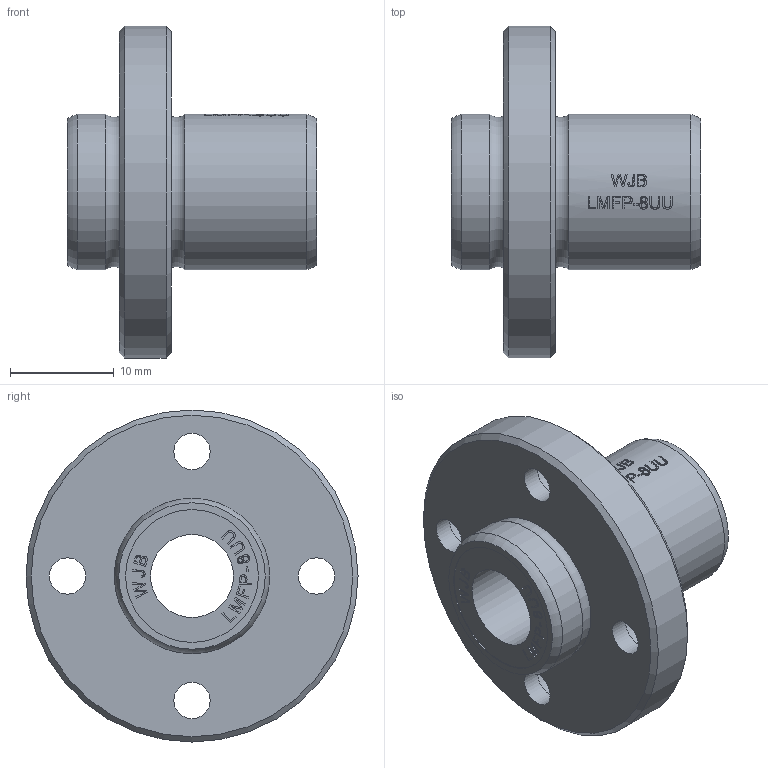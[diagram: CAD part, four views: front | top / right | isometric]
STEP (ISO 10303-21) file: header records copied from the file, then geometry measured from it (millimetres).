
FILE_DESCRIPTION(/* description */ (''),/* implementation_level */ '2;1');
FILE_NAME(/* name */ 'WJB-LMFP-8UU-2.stp',/* time_stamp */ '2019-01-26T19:08:00+08:00',/* author */ (''),/* organization */ (''),/* preprocessor_version */ 'ST-DEVELOPER v11',/* originating_system */ 'SIEMENS UGS NX 6.0',/* authorisation */ '');
FILE_SCHEMA (('CONFIG_CONTROL_DESIGN'));
Length unit declared in the file: millimetre
Products named in the file (1): ROCK97E1xpho
Bounding box: 24 x 32 x 32 mm (x, y, z)
Volume: 5654.8 mm3; surface area: 3704.6 mm2
Topology: 1 solids, 1 shells, 339 faces, 837 edges, 556 vertices
Faces by surface type: plane 204, extrusion 99, cylinder 30, torus 4, cone 2
Full cylindrical faces by diameter (mm): 3.5 x4, 6 x4, 8 x1, 12.8 x2, 15 x2, 32 x1
Entity records: 13151 total; most frequent: CARTESIAN_POINT 5579, ORIENTED_EDGE 1634, DIRECTION 1180, EDGE_CURVE 817, VERTEX_POINT 556, VECTOR 522, EDGE_LOOP 425, LINE 423
